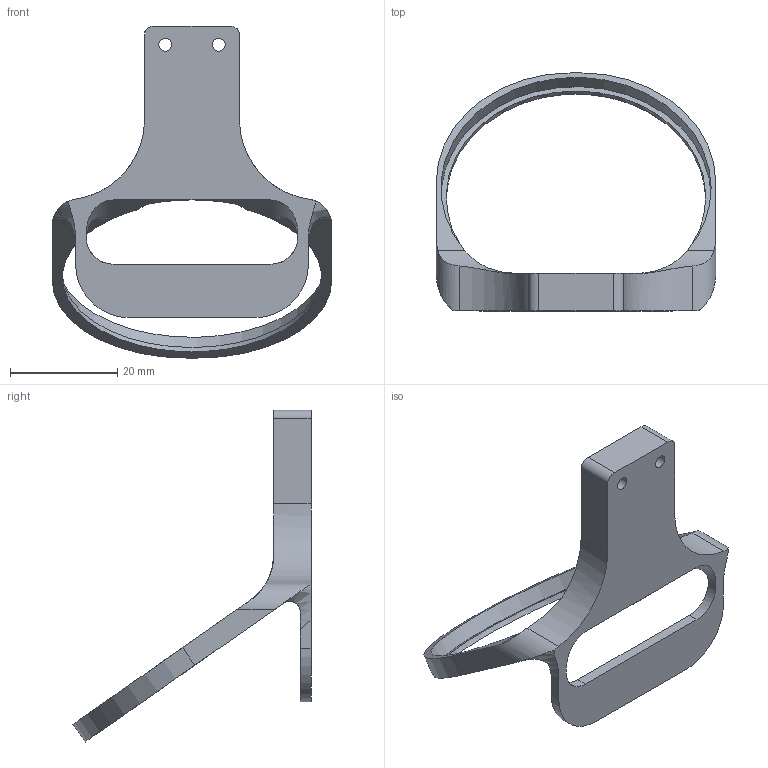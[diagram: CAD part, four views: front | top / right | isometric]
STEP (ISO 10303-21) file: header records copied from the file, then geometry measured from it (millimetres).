
FILE_DESCRIPTION(/* description */ (''),/* implementation_level */ '2;1');
FILE_NAME(/* name */ 'HL2Modification - Mount_Mirror_1mm v1.step',/* time_stamp */ '2022-08-17T12:21:52+02:00',/* author */ (''),/* organization */ (''),/* preprocessor_version */ 'ST-DEVELOPER v19',/* originating_system */ 'Autodesk Translation Framework v11.7.0.108',/* authorisation */ '');
FILE_SCHEMA (('AUTOMOTIVE_DESIGN { 1 0 10303 214 3 1 1 }'));
Length unit declared in the file: millimetre
Products named in the file (2): HL2Modification - Mount_Mirror_1mm; Mirror_Mount
Assembly tree (1 placements, depth 2):
  HL2Modification - Mount_Mirror_1mm
    Mirror_Mount
Bounding box: 52.24 x 44.49 x 62.04 mm (x, y, z)
Volume: 6399.8 mm3; surface area: 5311.3 mm2
Topology: 1 solids, 1 shells, 46 faces, 142 edges, 93 vertices
Faces by surface type: cylinder 22, plane 20, bspline 4
Full cylindrical faces by diameter (mm): 2.4 x2, 50.5 x1
Entity records: 1951 total; most frequent: CARTESIAN_POINT 643, ORIENTED_EDGE 280, DIRECTION 253, EDGE_CURVE 140, AXIS2_PLACEMENT_3D 94, VERTEX_POINT 93, LINE 65, VECTOR 65
